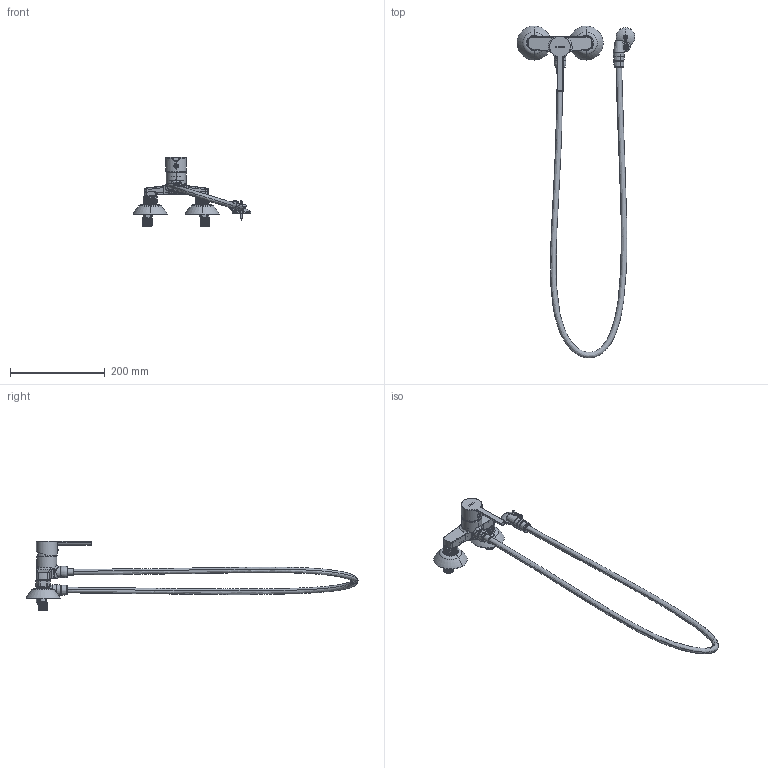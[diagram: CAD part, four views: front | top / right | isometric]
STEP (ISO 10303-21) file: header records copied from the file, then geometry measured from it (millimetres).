
FILE_DESCRIPTION (( 'STEP AP203' ), '1' );
FILE_NAME ('33F301342.STEP', '2025-07-07T12:14:44', ( '' ), ( '' ), 'SwSTEP 2.0', 'SolidWorks 2021', '' );
FILE_SCHEMA (( 'CONFIG_CONTROL_DESIGN' ));
Products named in the file (1): 33F301342
Bounding box: 249.23 x 702.05 x 146.2 mm (x, y, z)
Volume: 273829.2 mm3; surface area: 169541.1 mm2
Topology: 18 solids, 18 shells, 1427 faces, 3602 edges, 2224 vertices
Faces by surface type: cylinder 501, bspline 360, plane 360, cone 107, torus 75, sphere 24
Entity records: 88453 total; most frequent: CARTESIAN_POINT 58022, ORIENTED_EDGE 7132, DIRECTION 5319, EDGE_CURVE 3566, VERTEX_POINT 2224, AXIS2_PLACEMENT_3D 2060, EDGE_LOOP 1528, ADVANCED_FACE 1427
